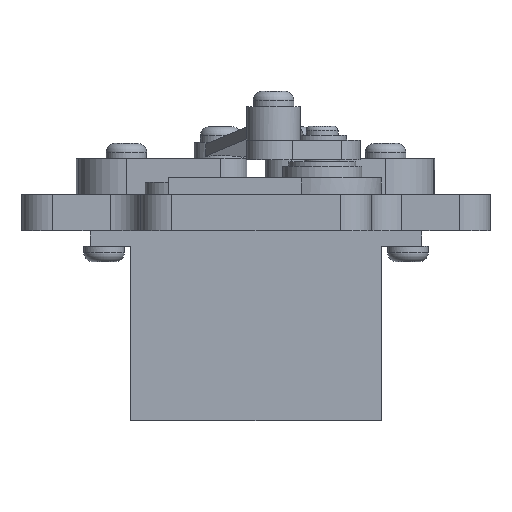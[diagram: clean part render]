
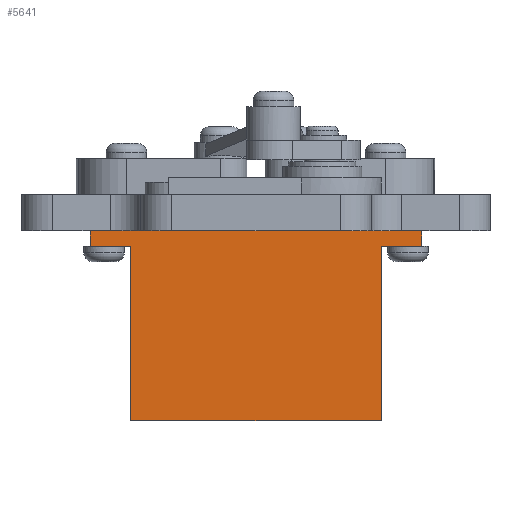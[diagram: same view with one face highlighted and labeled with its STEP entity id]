
A CAD part, front view. The second image highlights one B-rep face of the part: STEP entity #5641.
In plain terms, the highlighted planar face has unit normal (0, -1, 0).
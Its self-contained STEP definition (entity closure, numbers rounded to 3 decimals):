
#41 = LINE ( 'NONE', #6881, #2318 ) ;
#166 = VERTEX_POINT ( 'NONE', #5112 ) ;
#232 = VECTOR ( 'NONE', #4340, 1000. ) ;
#248 = ORIENTED_EDGE ( 'NONE', *, *, #9835, .F. ) ;
#327 = CARTESIAN_POINT ( 'NONE',  ( 17.571, 37.616, -30.75 ) ) ;
#487 = VECTOR ( 'NONE', #12401, 1000. ) ;
#524 = CARTESIAN_POINT ( 'NONE',  ( 17.571, 37.616, 0. ) ) ;
#757 = VECTOR ( 'NONE', #1942, 1000. ) ;
#947 = EDGE_CURVE ( 'NONE', #2235, #11630, #11429, .T. ) ;
#977 = EDGE_CURVE ( 'NONE', #2235, #10117, #8214, .T. ) ;
#1142 = VECTOR ( 'NONE', #8073, 1000. ) ;
#1281 = LINE ( 'NONE', #11605, #10997 ) ;
#1442 = ORIENTED_EDGE ( 'NONE', *, *, #10398, .T. ) ;
#1545 = CARTESIAN_POINT ( 'NONE',  ( 64.673, 37.616, -2.52 ) ) ;
#1554 = ORIENTED_EDGE ( 'NONE', *, *, #11359, .T. ) ;
#1586 = VERTEX_POINT ( 'NONE', #4874 ) ;
#1590 = CARTESIAN_POINT ( 'NONE',  ( 58.83, 37.616, 0. ) ) ;
#1603 = VERTEX_POINT ( 'NONE', #7879 ) ;
#1942 = DIRECTION ( 'NONE',  ( 1., 0., 0. ) ) ;
#2015 = VECTOR ( 'NONE', #6007, 1000. ) ;
#2113 = EDGE_CURVE ( 'NONE', #5010, #166, #41, .T. ) ;
#2235 = VERTEX_POINT ( 'NONE', #8011 ) ;
#2281 = LINE ( 'NONE', #11142, #10624 ) ;
#2298 = LINE ( 'NONE', #7472, #10024 ) ;
#2318 = VECTOR ( 'NONE', #3010, 1000. ) ;
#2437 = CARTESIAN_POINT ( 'NONE',  ( 11.077, 37.616, 0. ) ) ;
#2668 = DIRECTION ( 'NONE',  ( 0., 0., 1. ) ) ;
#3001 = ORIENTED_EDGE ( 'NONE', *, *, #12348, .T. ) ;
#3010 = DIRECTION ( 'NONE',  ( 0., 0., 1. ) ) ;
#3102 = CARTESIAN_POINT ( 'NONE',  ( 58.179, 37.616, -2.52 ) ) ;
#3191 = EDGE_CURVE ( 'NONE', #1603, #5074, #2298, .T. ) ;
#3317 = EDGE_CURVE ( 'NONE', #10358, #1586, #11086, .T. ) ;
#3328 = ORIENTED_EDGE ( 'NONE', *, *, #3685, .T. ) ;
#3363 = CARTESIAN_POINT ( 'NONE',  ( 58.179, 37.616, 0. ) ) ;
#3627 = EDGE_CURVE ( 'NONE', #12141, #5010, #2281, .T. ) ;
#3679 = VERTEX_POINT ( 'NONE', #8274 ) ;
#3685 = EDGE_CURVE ( 'NONE', #11630, #5074, #9090, .T. ) ;
#3781 = ORIENTED_EDGE ( 'NONE', *, *, #3627, .T. ) ;
#3837 = DIRECTION ( 'NONE',  ( -1., 0., 0. ) ) ;
#4006 = EDGE_CURVE ( 'NONE', #10117, #11403, #8620, .T. ) ;
#4068 = ORIENTED_EDGE ( 'NONE', *, *, #947, .T. ) ;
#4171 = VERTEX_POINT ( 'NONE', #11867 ) ;
#4340 = DIRECTION ( 'NONE',  ( 1., 0., 0. ) ) ;
#4536 = CARTESIAN_POINT ( 'NONE',  ( 58.179, 37.616, -30.75 ) ) ;
#4874 = CARTESIAN_POINT ( 'NONE',  ( 64.673, 37.616, 0. ) ) ;
#5010 = VERTEX_POINT ( 'NONE', #11009 ) ;
#5060 = ORIENTED_EDGE ( 'NONE', *, *, #4006, .F. ) ;
#5074 = VERTEX_POINT ( 'NONE', #2437 ) ;
#5112 = CARTESIAN_POINT ( 'NONE',  ( 58.179, 37.616, -2.52 ) ) ;
#5391 = DIRECTION ( 'NONE',  ( 0., 0., -1. ) ) ;
#5616 = LINE ( 'NONE', #1545, #10518 ) ;
#5641 = ADVANCED_FACE ( 'NONE', ( #9378 ), #12200, .T. ) ;
#5707 = CARTESIAN_POINT ( 'NONE',  ( 17.571, 37.616, 0. ) ) ;
#5719 = VECTOR ( 'NONE', #5826, 1000. ) ;
#5826 = DIRECTION ( 'NONE',  ( 1., 0., 0. ) ) ;
#6007 = DIRECTION ( 'NONE',  ( 1., 0., 0. ) ) ;
#6117 = AXIS2_PLACEMENT_3D ( 'NONE', #8294, #11241, #5391 ) ;
#6481 = VECTOR ( 'NONE', #10245, 1000. ) ;
#6761 = CARTESIAN_POINT ( 'NONE',  ( 58.179, 37.616, 0. ) ) ;
#6881 = CARTESIAN_POINT ( 'NONE',  ( 58.179, 37.616, -30.75 ) ) ;
#6947 = CARTESIAN_POINT ( 'NONE',  ( 17.571, 37.616, -30.75 ) ) ;
#7162 = LINE ( 'NONE', #3102, #2015 ) ;
#7384 = ORIENTED_EDGE ( 'NONE', *, *, #3317, .F. ) ;
#7421 = ORIENTED_EDGE ( 'NONE', *, *, #9780, .F. ) ;
#7472 = CARTESIAN_POINT ( 'NONE',  ( 11.077, 37.616, -2.52 ) ) ;
#7552 = ORIENTED_EDGE ( 'NONE', *, *, #10553, .F. ) ;
#7590 = CARTESIAN_POINT ( 'NONE',  ( 17.571, 37.616, -30.75 ) ) ;
#7879 = CARTESIAN_POINT ( 'NONE',  ( 11.077, 37.616, -2.52 ) ) ;
#7930 = VECTOR ( 'NONE', #11345, 1000. ) ;
#7944 = LINE ( 'NONE', #3363, #232 ) ;
#8011 = CARTESIAN_POINT ( 'NONE',  ( 17.571, 37.616, 0. ) ) ;
#8073 = DIRECTION ( 'NONE',  ( 0., 0., 1. ) ) ;
#8194 = DIRECTION ( 'NONE',  ( 1., 0., 0. ) ) ;
#8214 = LINE ( 'NONE', #6947, #487 ) ;
#8274 = CARTESIAN_POINT ( 'NONE',  ( 58.179, 37.616, 0. ) ) ;
#8294 = CARTESIAN_POINT ( 'NONE',  ( 58.179, 37.616, -2.52 ) ) ;
#8309 = DIRECTION ( 'NONE',  ( 0., 0., 1. ) ) ;
#8562 = DIRECTION ( 'NONE',  ( -1., 0., 0. ) ) ;
#8620 = LINE ( 'NONE', #10710, #5719 ) ;
#8882 = CARTESIAN_POINT ( 'NONE',  ( 17.571, 37.616, 5.85 ) ) ;
#8936 = VERTEX_POINT ( 'NONE', #9765 ) ;
#8997 = EDGE_LOOP ( 'NONE', ( #248, #1442, #5060, #9750, #4068, #3328, #11227, #7552, #7421, #3781, #10955, #3001, #1554, #7384 ) ) ;
#9090 = LINE ( 'NONE', #524, #6481 ) ;
#9378 = FACE_OUTER_BOUND ( 'NONE', #8997, .T. ) ;
#9750 = ORIENTED_EDGE ( 'NONE', *, *, #977, .F. ) ;
#9765 = CARTESIAN_POINT ( 'NONE',  ( 64.673, 37.616, -2.52 ) ) ;
#9780 = EDGE_CURVE ( 'NONE', #12141, #4171, #11468, .T. ) ;
#9835 = EDGE_CURVE ( 'NONE', #3679, #10358, #7944, .T. ) ;
#10024 = VECTOR ( 'NONE', #2668, 1000. ) ;
#10117 = VERTEX_POINT ( 'NONE', #8882 ) ;
#10245 = DIRECTION ( 'NONE',  ( -1., 0., 0. ) ) ;
#10358 = VERTEX_POINT ( 'NONE', #1590 ) ;
#10398 = EDGE_CURVE ( 'NONE', #3679, #11403, #10543, .T. ) ;
#10518 = VECTOR ( 'NONE', #8309, 1000. ) ;
#10543 = LINE ( 'NONE', #4536, #7930 ) ;
#10553 = EDGE_CURVE ( 'NONE', #4171, #1603, #1281, .T. ) ;
#10624 = VECTOR ( 'NONE', #8194, 1000. ) ;
#10710 = CARTESIAN_POINT ( 'NONE',  ( 58.179, 37.616, 5.85 ) ) ;
#10827 = VECTOR ( 'NONE', #8562, 1000. ) ;
#10955 = ORIENTED_EDGE ( 'NONE', *, *, #2113, .T. ) ;
#10997 = VECTOR ( 'NONE', #3837, 1000. ) ;
#11009 = CARTESIAN_POINT ( 'NONE',  ( 58.179, 37.616, -30.75 ) ) ;
#11086 = LINE ( 'NONE', #6761, #757 ) ;
#11142 = CARTESIAN_POINT ( 'NONE',  ( 58.179, 37.616, -30.75 ) ) ;
#11227 = ORIENTED_EDGE ( 'NONE', *, *, #3191, .F. ) ;
#11241 = DIRECTION ( 'NONE',  ( 0., -1., 0. ) ) ;
#11345 = DIRECTION ( 'NONE',  ( 0., 0., 1. ) ) ;
#11359 = EDGE_CURVE ( 'NONE', #8936, #1586, #5616, .T. ) ;
#11403 = VERTEX_POINT ( 'NONE', #12341 ) ;
#11429 = LINE ( 'NONE', #5707, #10827 ) ;
#11468 = LINE ( 'NONE', #327, #1142 ) ;
#11605 = CARTESIAN_POINT ( 'NONE',  ( 17.571, 37.616, -2.52 ) ) ;
#11630 = VERTEX_POINT ( 'NONE', #11687 ) ;
#11687 = CARTESIAN_POINT ( 'NONE',  ( 16.92, 37.616, 0. ) ) ;
#11867 = CARTESIAN_POINT ( 'NONE',  ( 17.571, 37.616, -2.52 ) ) ;
#12141 = VERTEX_POINT ( 'NONE', #7590 ) ;
#12200 = PLANE ( 'NONE',  #6117 ) ;
#12341 = CARTESIAN_POINT ( 'NONE',  ( 58.179, 37.616, 5.85 ) ) ;
#12348 = EDGE_CURVE ( 'NONE', #166, #8936, #7162, .T. ) ;
#12401 = DIRECTION ( 'NONE',  ( 0., 0., 1. ) ) ;
